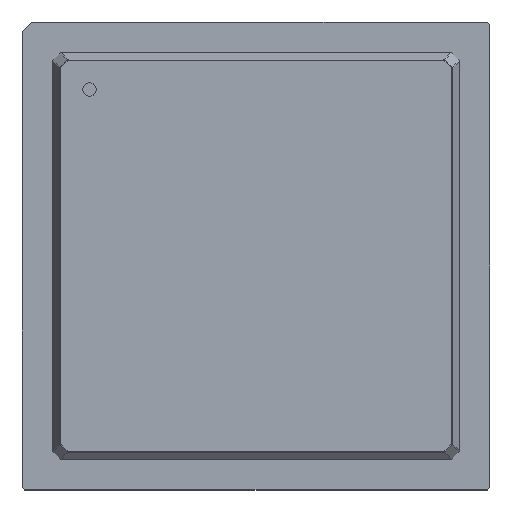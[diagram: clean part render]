
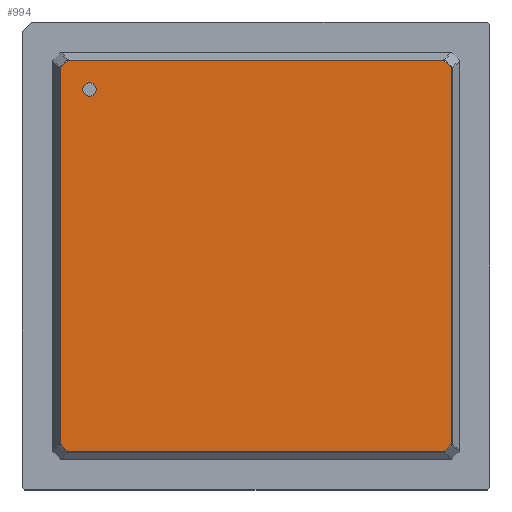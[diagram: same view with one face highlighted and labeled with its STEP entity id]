
A CAD part, top view. The second image highlights one B-rep face of the part: STEP entity #994.
In plain terms, the highlighted planar face has unit normal (0, 0, 1).
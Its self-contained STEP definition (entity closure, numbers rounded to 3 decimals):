
#377 = VERTEX_POINT('',#378);
#378 = CARTESIAN_POINT('',(-14.401,13.853,2.7));
#385 = EDGE_CURVE('',#377,#386,#388,.T.);
#386 = VERTEX_POINT('',#387);
#387 = CARTESIAN_POINT('',(-13.853,14.401,2.7));
#388 = LINE('',#389,#390);
#389 = CARTESIAN_POINT('',(-14.427,13.827,2.7));
#390 = VECTOR('',#391,1.);
#391 = DIRECTION('',(0.707,0.707,0.));
#994 = ADVANCED_FACE('',(#995,#1060),#1071,.T.);
#995 = FACE_BOUND('',#996,.T.);
#996 = EDGE_LOOP('',(#997,#1009,#1017,#1027,#1035,#1043,#1044,#1054));
#997 = ORIENTED_EDGE('',*,*,#998,.F.);
#998 = EDGE_CURVE('',#999,#1001,#1003,.T.);
#999 = VERTEX_POINT('',#1000);
#1000 = CARTESIAN_POINT('',(13.853,-14.401,2.7));
#1001 = VERTEX_POINT('',#1002);
#1002 = CARTESIAN_POINT('',(-13.853,-14.401,2.7));
#1003 = B_SPLINE_CURVE_WITH_KNOTS('',2,(#1004,#1005,#1006,#1007,#1008),
.UNSPECIFIED.,.F.,.F.,(3,1,1,3),(-1.083,-0.065,
27.796,28.815),.UNSPECIFIED.);
#1004 = CARTESIAN_POINT('',(14.949,-14.401,2.7));
#1005 = CARTESIAN_POINT('',(14.44,-14.401,2.7));
#1006 = CARTESIAN_POINT('',(0.,-14.401,2.7));
#1007 = CARTESIAN_POINT('',(-14.44,-14.401,2.7));
#1008 = CARTESIAN_POINT('',(-14.949,-14.401,2.7));
#1009 = ORIENTED_EDGE('',*,*,#1010,.F.);
#1010 = EDGE_CURVE('',#1011,#999,#1013,.T.);
#1011 = VERTEX_POINT('',#1012);
#1012 = CARTESIAN_POINT('',(14.401,-13.853,2.7));
#1013 = LINE('',#1014,#1015);
#1014 = CARTESIAN_POINT('',(14.427,-13.827,2.7));
#1015 = VECTOR('',#1016,1.);
#1016 = DIRECTION('',(-0.707,-0.707,0.));
#1017 = ORIENTED_EDGE('',*,*,#1018,.F.);
#1018 = EDGE_CURVE('',#1019,#1011,#1021,.T.);
#1019 = VERTEX_POINT('',#1020);
#1020 = CARTESIAN_POINT('',(14.401,13.853,2.7));
#1021 = B_SPLINE_CURVE_WITH_KNOTS('',2,(#1022,#1023,#1024,#1025,#1026),
.UNSPECIFIED.,.F.,.F.,(3,1,1,3),(-1.083,-0.065,
27.796,28.815),.UNSPECIFIED.);
#1022 = CARTESIAN_POINT('',(14.401,14.949,2.7));
#1023 = CARTESIAN_POINT('',(14.401,14.44,2.7));
#1024 = CARTESIAN_POINT('',(14.401,0.,2.7));
#1025 = CARTESIAN_POINT('',(14.401,-14.44,2.7));
#1026 = CARTESIAN_POINT('',(14.401,-14.949,2.7));
#1027 = ORIENTED_EDGE('',*,*,#1028,.F.);
#1028 = EDGE_CURVE('',#1029,#1019,#1031,.T.);
#1029 = VERTEX_POINT('',#1030);
#1030 = CARTESIAN_POINT('',(13.853,14.401,2.7));
#1031 = LINE('',#1032,#1033);
#1032 = CARTESIAN_POINT('',(13.827,14.427,2.7));
#1033 = VECTOR('',#1034,1.);
#1034 = DIRECTION('',(0.707,-0.707,0.));
#1035 = ORIENTED_EDGE('',*,*,#1036,.F.);
#1036 = EDGE_CURVE('',#386,#1029,#1037,.T.);
#1037 = B_SPLINE_CURVE_WITH_KNOTS('',2,(#1038,#1039,#1040,#1041,#1042),
.UNSPECIFIED.,.F.,.F.,(3,1,1,3),(-1.083,-0.065,
27.796,28.815),.UNSPECIFIED.);
#1038 = CARTESIAN_POINT('',(-14.949,14.401,2.7));
#1039 = CARTESIAN_POINT('',(-14.44,14.401,2.7));
#1040 = CARTESIAN_POINT('',(0.,14.401,2.7));
#1041 = CARTESIAN_POINT('',(14.44,14.401,2.7));
#1042 = CARTESIAN_POINT('',(14.949,14.401,2.7));
#1043 = ORIENTED_EDGE('',*,*,#385,.F.);
#1044 = ORIENTED_EDGE('',*,*,#1045,.F.);
#1045 = EDGE_CURVE('',#1046,#377,#1048,.T.);
#1046 = VERTEX_POINT('',#1047);
#1047 = CARTESIAN_POINT('',(-14.401,-13.853,2.7));
#1048 = B_SPLINE_CURVE_WITH_KNOTS('',2,(#1049,#1050,#1051,#1052,#1053),
.UNSPECIFIED.,.F.,.F.,(3,1,1,3),(-1.083,-0.065,
27.796,28.815),.UNSPECIFIED.);
#1049 = CARTESIAN_POINT('',(-14.401,-14.949,2.7));
#1050 = CARTESIAN_POINT('',(-14.401,-14.44,2.7));
#1051 = CARTESIAN_POINT('',(-14.401,0.,2.7));
#1052 = CARTESIAN_POINT('',(-14.401,14.44,2.7));
#1053 = CARTESIAN_POINT('',(-14.401,14.949,2.7));
#1054 = ORIENTED_EDGE('',*,*,#1055,.F.);
#1055 = EDGE_CURVE('',#1001,#1046,#1056,.T.);
#1056 = LINE('',#1057,#1058);
#1057 = CARTESIAN_POINT('',(-13.827,-14.427,2.7));
#1058 = VECTOR('',#1059,1.);
#1059 = DIRECTION('',(-0.707,0.707,0.));
#1060 = FACE_BOUND('',#1061,.T.);
#1061 = EDGE_LOOP('',(#1062));
#1062 = ORIENTED_EDGE('',*,*,#1063,.T.);
#1063 = EDGE_CURVE('',#1064,#1064,#1066,.T.);
#1064 = VERTEX_POINT('',#1065);
#1065 = CARTESIAN_POINT('',(-12.266,11.766,2.7));
#1066 = CIRCLE('',#1067,0.5);
#1067 = AXIS2_PLACEMENT_3D('',#1068,#1069,#1070);
#1068 = CARTESIAN_POINT('',(-12.266,12.266,2.7));
#1069 = DIRECTION('',(0.,-0.,-1.));
#1070 = DIRECTION('',(0.,-1.,0.));
#1071 = PLANE('',#1072);
#1072 = AXIS2_PLACEMENT_3D('',#1073,#1074,#1075);
#1073 = CARTESIAN_POINT('',(-14.466,13.866,2.7));
#1074 = DIRECTION('',(0.,0.,1.));
#1075 = DIRECTION('',(0.722,-0.692,0.));
